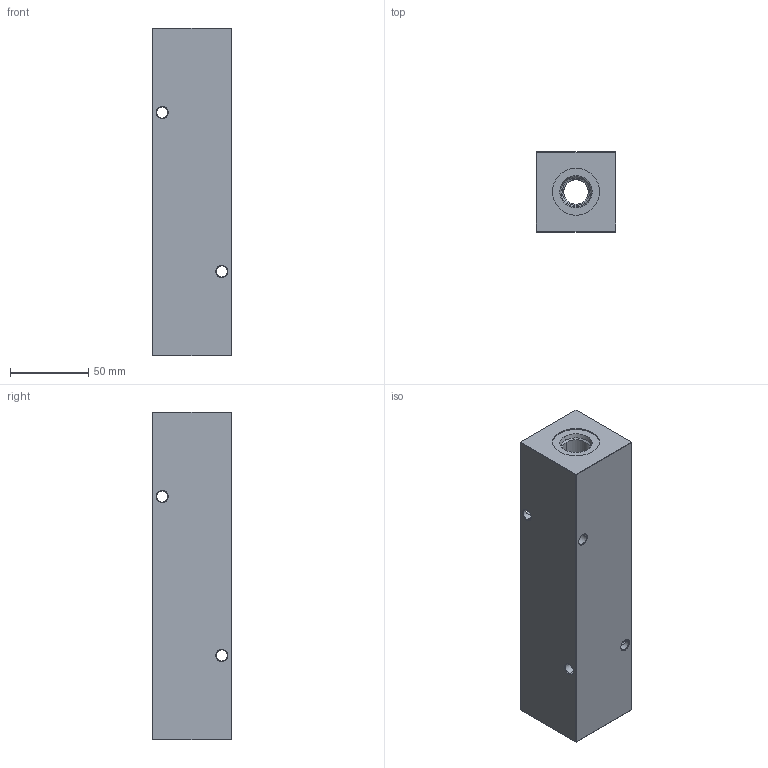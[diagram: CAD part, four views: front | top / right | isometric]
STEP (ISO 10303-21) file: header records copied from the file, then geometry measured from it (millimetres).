
FILE_DESCRIPTION (( 'STEP AP203' ), '1' );
FILE_NAME ('HM-4-90-S-8-4.STEP', '2020-11-09T21:27:23', ( '' ), ( '' ), 'SwSTEP 2.0', 'SolidWorks 2019', '' );
FILE_SCHEMA (( 'CONFIG_CONTROL_DESIGN' ));
Length unit declared in the file: inch
Products named in the file (1): HM-4-90-S-8-4
Bounding box: 50.8 x 50.8 x 209.55 mm (x, y, z)
Volume: 476057.6 mm3; surface area: 65151.5 mm2
Topology: 1 solids, 1 shells, 597 faces, 1508 edges, 962 vertices
Faces by surface type: plane 253, bspline 194, cone 76, cylinder 74
Entity records: 27551 total; most frequent: CARTESIAN_POINT 14374, ORIENTED_EDGE 3016, DIRECTION 2078, EDGE_CURVE 1508, VERTEX_POINT 962, LINE 906, VECTOR 906, EDGE_LOOP 676
